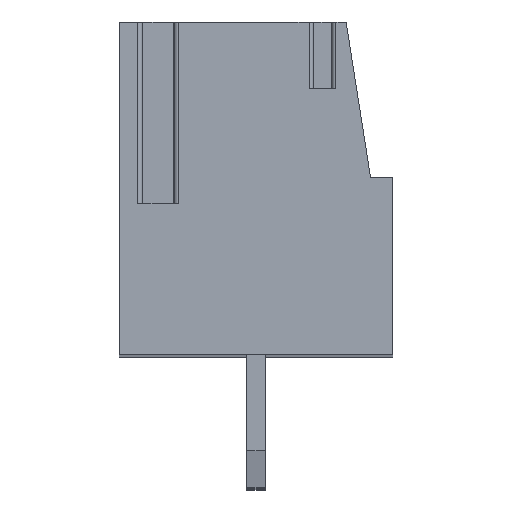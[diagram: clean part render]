
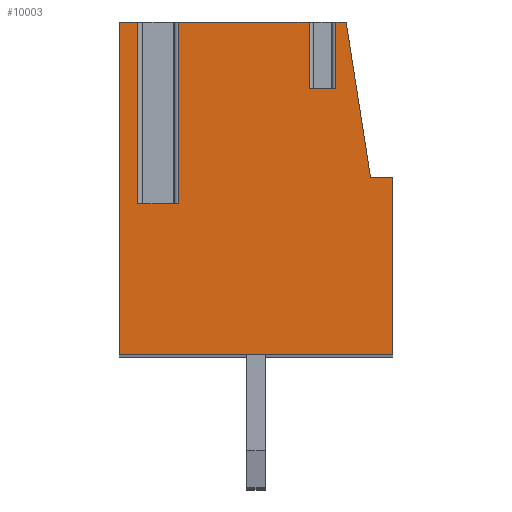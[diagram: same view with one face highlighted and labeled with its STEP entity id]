
A CAD part, top view. The second image highlights one B-rep face of the part: STEP entity #10003.
In plain terms, the highlighted planar face has unit normal (0, 0, 1).
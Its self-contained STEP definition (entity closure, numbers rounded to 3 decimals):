
#2857=DIRECTION('',(0.,1.,0.));
#2858=VECTOR('',#2857,1.8);
#2859=CARTESIAN_POINT('',(1.436,2.4,1.905));
#2860=LINE('',#2859,#2858);
#2861=DIRECTION('',(0.,1.,0.));
#2862=VECTOR('',#2861,1.8);
#2863=CARTESIAN_POINT('',(2.164,2.4,1.905));
#2864=LINE('',#2863,#2862);
#2865=DIRECTION('',(-1.,0.,0.));
#2866=VECTOR('',#2865,0.276);
#2867=CARTESIAN_POINT('',(2.44,4.2,1.905));
#2868=LINE('',#2867,#2866);
#2869=DIRECTION('',(-0.155,0.988,0.));
#2870=VECTOR('',#2869,4.252);
#2871=CARTESIAN_POINT('',(3.1,0.,1.905));
#2872=LINE('',#2871,#2870);
#2873=DIRECTION('',(-1.,0.,0.));
#2874=VECTOR('',#2873,0.6);
#2875=CARTESIAN_POINT('',(3.7,0.,1.905));
#2876=LINE('',#2875,#2874);
#2877=DIRECTION('',(0.,1.,0.));
#2878=VECTOR('',#2877,4.8);
#2879=CARTESIAN_POINT('',(3.7,-4.8,1.905));
#2880=LINE('',#2879,#2878);
#2881=DIRECTION('',(1.,0.,0.));
#2882=VECTOR('',#2881,7.4);
#2883=CARTESIAN_POINT('',(-3.7,-4.8,1.905));
#2884=LINE('',#2883,#2882);
#2885=DIRECTION('',(0.,-1.,0.));
#2886=VECTOR('',#2885,9.);
#2887=CARTESIAN_POINT('',(-3.7,4.2,1.905));
#2888=LINE('',#2887,#2886);
#2889=DIRECTION('',(-1.,0.,0.));
#2890=VECTOR('',#2889,0.504);
#2891=CARTESIAN_POINT('',(-3.196,4.2,1.905));
#2892=LINE('',#2891,#2890);
#2893=DIRECTION('',(0.,1.,0.));
#2894=VECTOR('',#2893,4.9);
#2895=CARTESIAN_POINT('',(-3.196,-0.7,1.905));
#2896=LINE('',#2895,#2894);
#2897=DIRECTION('',(-1.,0.,0.));
#2898=VECTOR('',#2897,1.093);
#2899=CARTESIAN_POINT('',(-2.104,-0.7,1.905));
#2900=LINE('',#2899,#2898);
#2901=DIRECTION('',(0.,1.,0.));
#2902=VECTOR('',#2901,4.9);
#2903=CARTESIAN_POINT('',(-2.104,-0.7,1.905));
#2904=LINE('',#2903,#2902);
#2905=DIRECTION('',(-1.,0.,0.));
#2906=VECTOR('',#2905,3.54);
#2907=CARTESIAN_POINT('',(1.436,4.2,1.905));
#2908=LINE('',#2907,#2906);
#2918=DIRECTION('',(1.,0.,0.));
#2919=VECTOR('',#2918,0.728);
#2920=CARTESIAN_POINT('',(1.436,2.4,1.905));
#2921=LINE('',#2920,#2919);
#4677=CARTESIAN_POINT('',(3.7,0.,1.905));
#4678=CARTESIAN_POINT('',(3.1,0.,1.905));
#4679=VERTEX_POINT('',#4677);
#4680=VERTEX_POINT('',#4678);
#4681=CARTESIAN_POINT('',(2.44,4.2,1.905));
#4682=VERTEX_POINT('',#4681);
#4683=CARTESIAN_POINT('',(-3.7,4.2,1.905));
#4684=CARTESIAN_POINT('',(-3.7,-4.8,1.905));
#4685=VERTEX_POINT('',#4683);
#4686=VERTEX_POINT('',#4684);
#4687=CARTESIAN_POINT('',(3.7,-4.8,1.905));
#4688=VERTEX_POINT('',#4687);
#4697=CARTESIAN_POINT('',(-2.104,-0.7,1.905));
#4698=CARTESIAN_POINT('',(-3.196,-0.7,1.905));
#4699=VERTEX_POINT('',#4697);
#4700=VERTEX_POINT('',#4698);
#4701=CARTESIAN_POINT('',(-3.196,4.2,1.905));
#4702=VERTEX_POINT('',#4701);
#4703=CARTESIAN_POINT('',(-2.104,4.2,1.905));
#4704=VERTEX_POINT('',#4703);
#4709=CARTESIAN_POINT('',(1.436,4.2,1.905));
#4710=VERTEX_POINT('',#4709);
#4712=CARTESIAN_POINT('',(2.164,4.2,1.905));
#4714=VERTEX_POINT('',#4712);
#4777=CARTESIAN_POINT('',(1.436,2.4,1.905));
#4778=VERTEX_POINT('',#4777);
#4780=CARTESIAN_POINT('',(2.164,2.4,1.905));
#4782=VERTEX_POINT('',#4780);
#9972=CARTESIAN_POINT('',(0.,0.,1.905));
#9973=DIRECTION('',(0.,0.,1.));
#9974=DIRECTION('',(1.,0.,0.));
#9975=AXIS2_PLACEMENT_3D('',#9972,#9973,#9974);
#9976=PLANE('',#9975);
#9978=ORIENTED_EDGE('',*,*,#9977,.F.);
#9980=ORIENTED_EDGE('',*,*,#9979,.T.);
#9982=ORIENTED_EDGE('',*,*,#9981,.T.);
#9983=ORIENTED_EDGE('',*,*,#6166,.F.);
#9985=ORIENTED_EDGE('',*,*,#9984,.F.);
#9987=ORIENTED_EDGE('',*,*,#9986,.F.);
#9989=ORIENTED_EDGE('',*,*,#9988,.F.);
#9991=ORIENTED_EDGE('',*,*,#9990,.F.);
#9992=ORIENTED_EDGE('',*,*,#9499,.F.);
#9993=ORIENTED_EDGE('',*,*,#6190,.F.);
#9995=ORIENTED_EDGE('',*,*,#9994,.F.);
#9997=ORIENTED_EDGE('',*,*,#9996,.F.);
#9999=ORIENTED_EDGE('',*,*,#9998,.T.);
#10000=ORIENTED_EDGE('',*,*,#6178,.F.);
#10001=EDGE_LOOP('',(#9978,#9980,#9982,#9983,#9985,#9987,#9989,#9991,#9992,
#9993,#9995,#9997,#9999,#10000));
#10002=FACE_OUTER_BOUND('',#10001,.F.);
#6166=EDGE_CURVE('',#4682,#4714,#2868,.T.);
#6178=EDGE_CURVE('',#4710,#4704,#2908,.T.);
#6190=EDGE_CURVE('',#4702,#4685,#2892,.T.);
#9499=EDGE_CURVE('',#4685,#4686,#2888,.T.);
#9977=EDGE_CURVE('',#4778,#4710,#2860,.T.);
#9979=EDGE_CURVE('',#4778,#4782,#2921,.T.);
#9981=EDGE_CURVE('',#4782,#4714,#2864,.T.);
#9984=EDGE_CURVE('',#4680,#4682,#2872,.T.);
#9986=EDGE_CURVE('',#4679,#4680,#2876,.T.);
#9988=EDGE_CURVE('',#4688,#4679,#2880,.T.);
#9990=EDGE_CURVE('',#4686,#4688,#2884,.T.);
#9994=EDGE_CURVE('',#4700,#4702,#2896,.T.);
#9996=EDGE_CURVE('',#4699,#4700,#2900,.T.);
#9998=EDGE_CURVE('',#4699,#4704,#2904,.T.);
#10003=ADVANCED_FACE('',(#10002),#9976,.T.);
